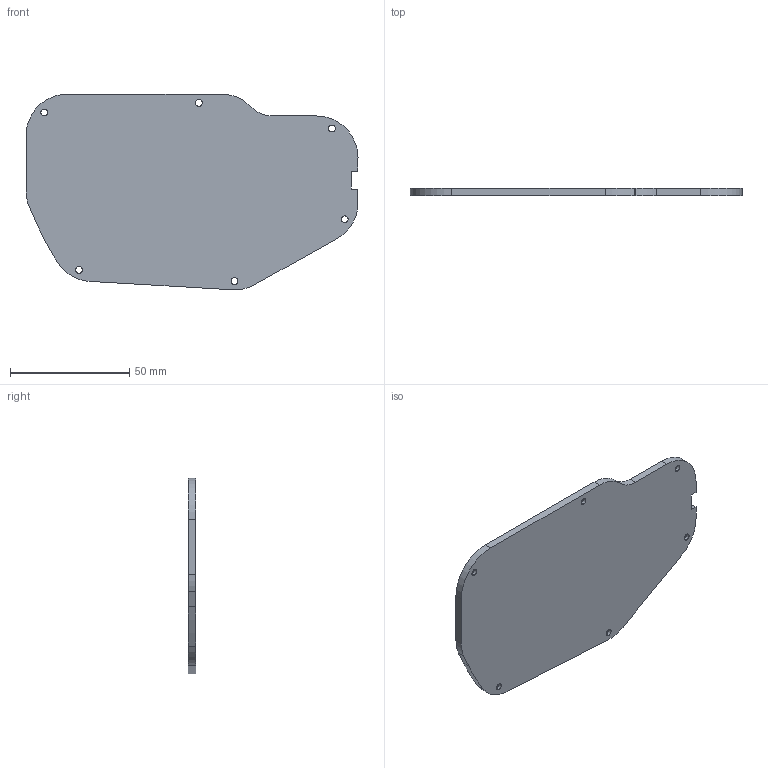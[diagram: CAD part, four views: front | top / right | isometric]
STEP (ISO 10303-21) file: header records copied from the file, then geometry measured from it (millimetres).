
FILE_DESCRIPTION (( 'STEP AP214' ), '1' );
FILE_NAME ('P_Backplate_Control_Cavity.STEP', '2023-11-18T20:56:20', ( '' ), ( '' ), 'SwSTEP 2.0', 'SolidWorks 2020', '' );
FILE_SCHEMA (( 'AUTOMOTIVE_DESIGN' ));
Length unit declared in the file: millimetre
Products named in the file (1): P_Backplate_Control_Cavity
Bounding box: 138.98 x 3.17 x 81.96 mm (x, y, z)
Volume: 30521.1 mm3; surface area: 20667.8 mm2
Topology: 1 solids, 1 shells, 60 faces, 150 edges, 92 vertices
Faces by surface type: cylinder 34, plane 14, cone 12
Entity records: 1848 total; most frequent: DIRECTION 340, CARTESIAN_POINT 303, ORIENTED_EDGE 300, EDGE_CURVE 150, AXIS2_PLACEMENT_3D 129, VERTEX_POINT 92, LINE 82, VECTOR 82
